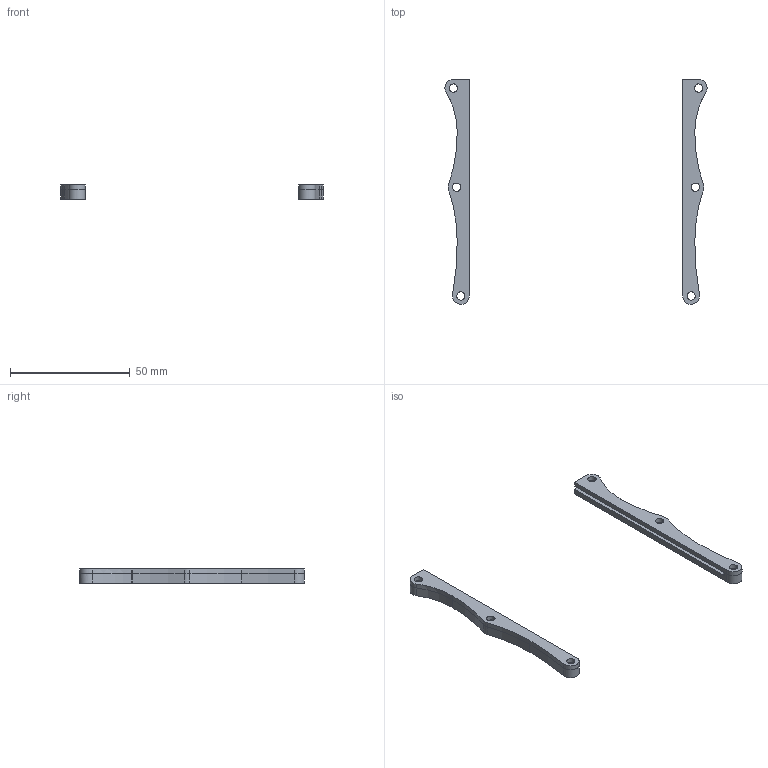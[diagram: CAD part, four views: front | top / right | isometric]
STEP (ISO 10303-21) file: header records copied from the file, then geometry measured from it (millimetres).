
FILE_DESCRIPTION(/* description */ (''),/* implementation_level */ '2;1');
FILE_NAME(/* name */ 'cubebatt_host',/* time_stamp */ '2019-06-10T13:30:52+02:00',/* author */ (''),/* organization */ (''),/* preprocessor_version */ 'ST-DEVELOPER v15',/* originating_system */ '',/* authorisation */ '');
FILE_SCHEMA (('AUTOMOTIVE_DESIGN'));
Length unit declared in the file: millimetre
Products named in the file (1): Document
Bounding box: 109.68 x 94 x 6 mm (x, y, z)
Volume: 6031 mm3; surface area: 7349.4 mm2
Topology: 4 solids, 4 shells, 92 faces, 276 edges, 192 vertices
Faces by surface type: bspline 58, plane 34
Entity records: 3725 total; most frequent: CARTESIAN_POINT 2076, ORIENTED_EDGE 552, EDGE_CURVE 276, VERTEX_POINT 192, B_SPLINE_CURVE_WITH_KNOTS 136, EDGE_LOOP 116, ADVANCED_FACE 92, FACE_OUTER_BOUND 92
